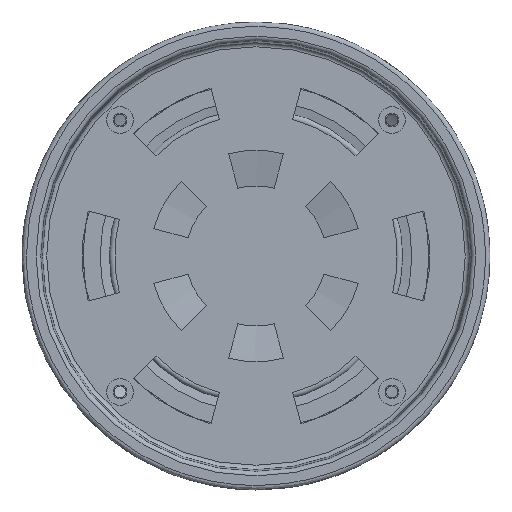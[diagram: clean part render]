
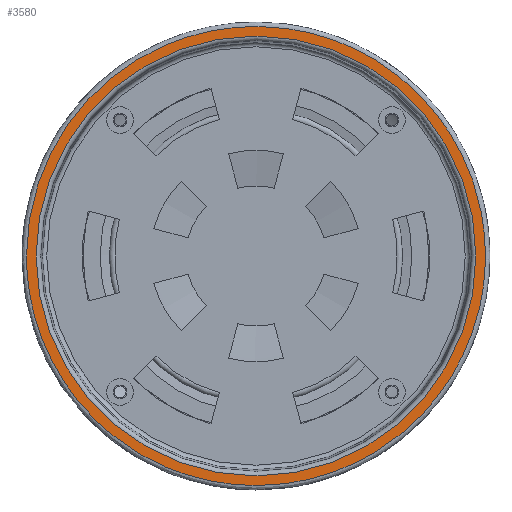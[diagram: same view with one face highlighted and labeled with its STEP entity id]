
A CAD part, front view. The second image highlights one B-rep face of the part: STEP entity #3580.
In plain terms, the highlighted planar face has unit normal (0, -1, 0).
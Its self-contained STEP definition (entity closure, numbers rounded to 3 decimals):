
#111=B_SPLINE_CURVE_WITH_KNOTS('',3,(#6120,#6121,#6122,#6123,#6124,#6125,
#6126,#6127,#6128,#6129,#6130,#6131,#6132,#6133,#6134,#6135,#6136,#6137,
#6138,#6139,#6140,#6141),.UNSPECIFIED.,.T.,.F.,(4,1,1,1,1,1,1,1,1,1,1,1,
1,1,1,1,1,1,1,4),(-3.142,-2.693,-2.244,
-1.945,-1.646,-1.346,-1.047,
-0.748,-0.449,-0.15,0.15,
0.449,0.748,1.047,1.346,1.646,
1.945,2.244,2.693,3.142),
 .UNSPECIFIED.);
#202=FACE_BOUND('',#935,.T.);
#263=PLANE('',#3937);
#413=CIRCLE('',#3935,49.339);
#684=FACE_OUTER_BOUND('',#934,.T.);
#934=EDGE_LOOP('',(#2904));
#935=EDGE_LOOP('',(#2905));
#1751=VERTEX_POINT('',#6115);
#1752=VERTEX_POINT('',#6119);
#2165=EDGE_CURVE('',#1751,#1751,#413,.T.);
#2167=EDGE_CURVE('',#1752,#1752,#111,.T.);
#2904=ORIENTED_EDGE('',*,*,#2167,.F.);
#2905=ORIENTED_EDGE('',*,*,#2165,.F.);
#3580=ADVANCED_FACE('',(#684,#202),#263,.T.);
#3935=AXIS2_PLACEMENT_3D('',#6116,#4631,#4632);
#3937=AXIS2_PLACEMENT_3D('',#6118,#4635,#4636);
#4631=DIRECTION('center_axis',(0.,-1.,0.));
#4632=DIRECTION('ref_axis',(1.,0.,0.));
#4635=DIRECTION('center_axis',(0.,-1.,0.));
#4636=DIRECTION('ref_axis',(0.,0.,-1.));
#6115=CARTESIAN_POINT('',(0.,-4.,-49.339));
#6116=CARTESIAN_POINT('Origin',(0.,-4.,0.));
#6118=CARTESIAN_POINT('Origin',(-52.5,-4.,0.));
#6119=CARTESIAN_POINT('',(-51.504,-4.,0.));
#6120=CARTESIAN_POINT('Ctrl Pts',(-51.504,-4.,0.));
#6121=CARTESIAN_POINT('Ctrl Pts',(-51.504,-4.,7.705));
#6122=CARTESIAN_POINT('Ctrl Pts',(-47.993,-4.,23.113));
#6123=CARTESIAN_POINT('Ctrl Pts',(-34.849,-4.,39.58));
#6124=CARTESIAN_POINT('Ctrl Pts',(-19.098,-4.,48.664));
#6125=CARTESIAN_POINT('Ctrl Pts',(-3.907,-4.,52.133));
#6126=CARTESIAN_POINT('Ctrl Pts',(11.634,-4.,50.968));
#6127=CARTESIAN_POINT('Ctrl Pts',(26.14,-4.,45.275));
#6128=CARTESIAN_POINT('Ctrl Pts',(38.323,-4.,35.558));
#6129=CARTESIAN_POINT('Ctrl Pts',(47.101,-4.,22.683));
#6130=CARTESIAN_POINT('Ctrl Pts',(51.696,-4.,7.791));
#6131=CARTESIAN_POINT('Ctrl Pts',(51.694,-4.,-7.792));
#6132=CARTESIAN_POINT('Ctrl Pts',(47.102,-4.,-22.684));
#6133=CARTESIAN_POINT('Ctrl Pts',(38.323,-4.,-35.559));
#6134=CARTESIAN_POINT('Ctrl Pts',(26.139,-4.,-45.275));
#6135=CARTESIAN_POINT('Ctrl Pts',(11.633,-4.,-50.968));
#6136=CARTESIAN_POINT('Ctrl Pts',(-3.909,-4.,-52.134));
#6137=CARTESIAN_POINT('Ctrl Pts',(-19.099,-4.,-48.662));
#6138=CARTESIAN_POINT('Ctrl Pts',(-34.85,-4.,-39.58));
#6139=CARTESIAN_POINT('Ctrl Pts',(-47.994,-4.,-23.112));
#6140=CARTESIAN_POINT('Ctrl Pts',(-51.504,-4.,-7.705));
#6141=CARTESIAN_POINT('Ctrl Pts',(-51.504,-4.,0.));
